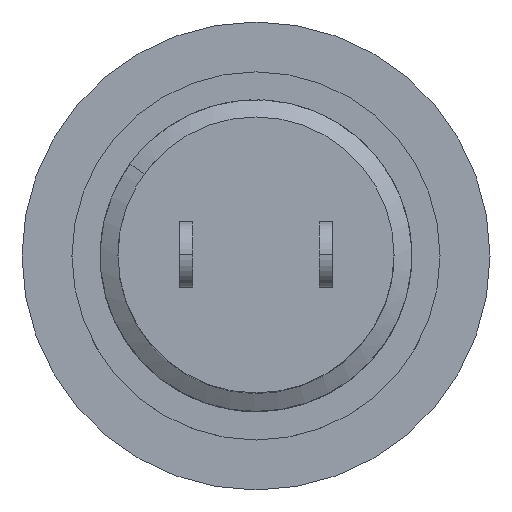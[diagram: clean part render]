
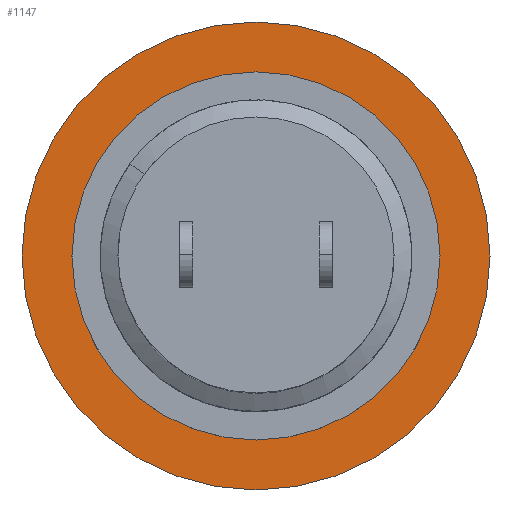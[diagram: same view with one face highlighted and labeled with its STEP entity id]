
A CAD part, top view. The second image highlights one B-rep face of the part: STEP entity #1147.
In plain terms, the highlighted planar face has unit normal (0, 0, 1).
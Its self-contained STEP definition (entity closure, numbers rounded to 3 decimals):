
#4 = CIRCLE ( 'NONE', #1702, 8.9 ) ;
#30 = EDGE_LOOP ( 'NONE', ( #2010, #2368 ) ) ;
#53 = CARTESIAN_POINT ( 'NONE',  ( -7., 0., 0. ) ) ;
#63 = ORIENTED_EDGE ( 'NONE', *, *, #2188, .F. ) ;
#67 = VERTEX_POINT ( 'NONE', #2258 ) ;
#183 = EDGE_CURVE ( 'NONE', #67, #190, #491, .T. ) ;
#190 = VERTEX_POINT ( 'NONE', #2095 ) ;
#336 = CARTESIAN_POINT ( 'NONE',  ( 7., 0., 0. ) ) ;
#427 = DIRECTION ( 'NONE',  ( 0., 0., 1. ) ) ;
#491 = CIRCLE ( 'NONE', #893, 8.9 ) ;
#518 = DIRECTION ( 'NONE',  ( 0., 0., -1. ) ) ;
#659 = CIRCLE ( 'NONE', #1062, 7. ) ;
#738 = DIRECTION ( 'NONE',  ( 0., 0., -1. ) ) ;
#758 = DIRECTION ( 'NONE',  ( -1., 0., 0. ) ) ;
#766 = DIRECTION ( 'NONE',  ( -1., 0., 0. ) ) ;
#867 = VERTEX_POINT ( 'NONE', #53 ) ;
#893 = AXIS2_PLACEMENT_3D ( 'NONE', #1507, #738, #766 ) ;
#951 = AXIS2_PLACEMENT_3D ( 'NONE', #1249, #2380, #2180 ) ;
#1010 = PLANE ( 'NONE',  #1970 ) ;
#1040 = CARTESIAN_POINT ( 'NONE',  ( 0., 0., 0. ) ) ;
#1062 = AXIS2_PLACEMENT_3D ( 'NONE', #2306, #427, #1566 ) ;
#1147 = ADVANCED_FACE ( 'NONE', ( #1403, #1209 ), #1010, .F. ) ;
#1209 = FACE_BOUND ( 'NONE', #1543, .T. ) ;
#1218 = DIRECTION ( 'NONE',  ( -1., 0., 0. ) ) ;
#1249 = CARTESIAN_POINT ( 'NONE',  ( 0., 0., 0. ) ) ;
#1403 = FACE_OUTER_BOUND ( 'NONE', #30, .T. ) ;
#1434 = EDGE_CURVE ( 'NONE', #190, #67, #4, .T. ) ;
#1507 = CARTESIAN_POINT ( 'NONE',  ( 0., 0., 0. ) ) ;
#1513 = EDGE_CURVE ( 'NONE', #867, #1734, #1896, .T. ) ;
#1543 = EDGE_LOOP ( 'NONE', ( #2396, #63 ) ) ;
#1566 = DIRECTION ( 'NONE',  ( -1., 0., 0. ) ) ;
#1702 = AXIS2_PLACEMENT_3D ( 'NONE', #2035, #518, #758 ) ;
#1734 = VERTEX_POINT ( 'NONE', #336 ) ;
#1756 = DIRECTION ( 'NONE',  ( 0., 0., -1. ) ) ;
#1896 = CIRCLE ( 'NONE', #951, 7. ) ;
#1970 = AXIS2_PLACEMENT_3D ( 'NONE', #1040, #1756, #1218 ) ;
#2010 = ORIENTED_EDGE ( 'NONE', *, *, #1434, .F. ) ;
#2035 = CARTESIAN_POINT ( 'NONE',  ( 0., 0., 0. ) ) ;
#2095 = CARTESIAN_POINT ( 'NONE',  ( -8.9, 0., 0. ) ) ;
#2180 = DIRECTION ( 'NONE',  ( -1., 0., 0. ) ) ;
#2188 = EDGE_CURVE ( 'NONE', #1734, #867, #659, .T. ) ;
#2258 = CARTESIAN_POINT ( 'NONE',  ( 8.9, 0., 0. ) ) ;
#2306 = CARTESIAN_POINT ( 'NONE',  ( 0., 0., 0. ) ) ;
#2368 = ORIENTED_EDGE ( 'NONE', *, *, #183, .F. ) ;
#2380 = DIRECTION ( 'NONE',  ( 0., 0., 1. ) ) ;
#2396 = ORIENTED_EDGE ( 'NONE', *, *, #1513, .F. ) ;
